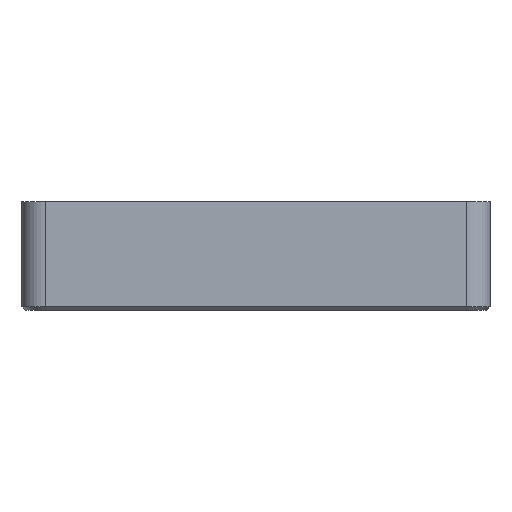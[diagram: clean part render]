
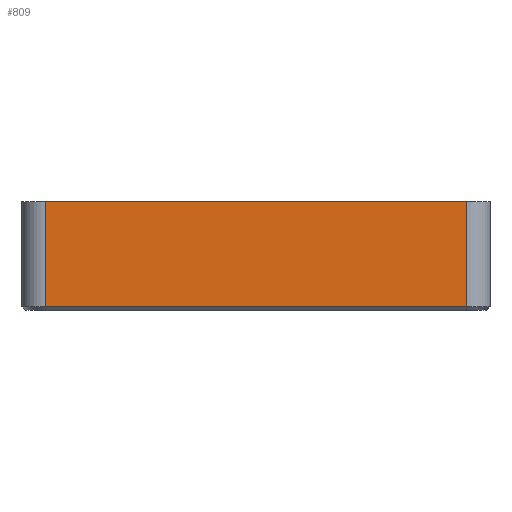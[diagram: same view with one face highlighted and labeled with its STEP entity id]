
A CAD part, left-side view. The second image highlights one B-rep face of the part: STEP entity #809.
In plain terms, the highlighted planar face has unit normal (-1, 0, 0).
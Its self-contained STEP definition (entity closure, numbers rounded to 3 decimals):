
#422 = ORIENTED_EDGE ( 'NONE', *, *, #5380, .T. ) ;
#424 = DIRECTION ( 'NONE',  ( 0., 0., -1. ) ) ;
#455 = VERTEX_POINT ( 'NONE', #1809 ) ;
#789 = LINE ( 'NONE', #4227, #2712 ) ;
#809 = ADVANCED_FACE ( 'NONE', ( #4159 ), #1061, .F. ) ;
#843 = ORIENTED_EDGE ( 'NONE', *, *, #2384, .T. ) ;
#862 = EDGE_LOOP ( 'NONE', ( #422, #843, #2311, #4740 ) ) ;
#1061 = PLANE ( 'NONE',  #5543 ) ;
#1187 = VECTOR ( 'NONE', #4683, 1000. ) ;
#1694 = DIRECTION ( 'NONE',  ( 0., -1., 0. ) ) ;
#1809 = CARTESIAN_POINT ( 'NONE',  ( 0., 49.4, 0.4 ) ) ;
#1976 = LINE ( 'NONE', #3800, #3474 ) ;
#2074 = LINE ( 'NONE', #4767, #1187 ) ;
#2311 = ORIENTED_EDGE ( 'NONE', *, *, #2809, .T. ) ;
#2384 = EDGE_CURVE ( 'NONE', #455, #2510, #5571, .T. ) ;
#2510 = VERTEX_POINT ( 'NONE', #3141 ) ;
#2539 = CARTESIAN_POINT ( 'NONE',  ( 0., 2.6, 0.4 ) ) ;
#2712 = VECTOR ( 'NONE', #424, 1000. ) ;
#2809 = EDGE_CURVE ( 'NONE', #2510, #4798, #2074, .T. ) ;
#3141 = CARTESIAN_POINT ( 'NONE',  ( 0., 2.6, 0.4 ) ) ;
#3261 = DIRECTION ( 'NONE',  ( 0., 0., -1. ) ) ;
#3346 = DIRECTION ( 'NONE',  ( 0., -1., 0. ) ) ;
#3474 = VECTOR ( 'NONE', #3346, 1000. ) ;
#3535 = EDGE_CURVE ( 'NONE', #4061, #4798, #1976, .T. ) ;
#3800 = CARTESIAN_POINT ( 'NONE',  ( 0., 52., 12.1 ) ) ;
#4061 = VERTEX_POINT ( 'NONE', #4575 ) ;
#4159 = FACE_OUTER_BOUND ( 'NONE', #862, .T. ) ;
#4227 = CARTESIAN_POINT ( 'NONE',  ( 0., 49.4, 1. ) ) ;
#4521 = CARTESIAN_POINT ( 'NONE',  ( 0., 2.6, 12.1 ) ) ;
#4575 = CARTESIAN_POINT ( 'NONE',  ( 0., 49.4, 12.1 ) ) ;
#4683 = DIRECTION ( 'NONE',  ( 0., 0., 1. ) ) ;
#4740 = ORIENTED_EDGE ( 'NONE', *, *, #3535, .F. ) ;
#4767 = CARTESIAN_POINT ( 'NONE',  ( 0., 2.6, 1. ) ) ;
#4798 = VERTEX_POINT ( 'NONE', #4521 ) ;
#5037 = DIRECTION ( 'NONE',  ( 1., 0., 0. ) ) ;
#5089 = CARTESIAN_POINT ( 'NONE',  ( 0., 0., 1. ) ) ;
#5380 = EDGE_CURVE ( 'NONE', #4061, #455, #789, .T. ) ;
#5476 = VECTOR ( 'NONE', #1694, 1000. ) ;
#5543 = AXIS2_PLACEMENT_3D ( 'NONE', #5089, #5037, #3261 ) ;
#5571 = LINE ( 'NONE', #2539, #5476 ) ;
